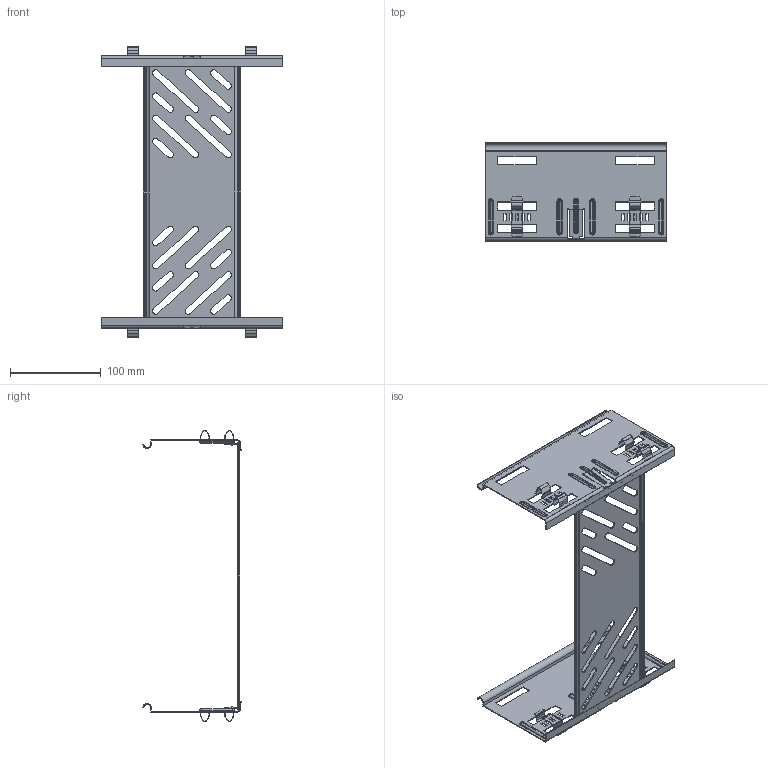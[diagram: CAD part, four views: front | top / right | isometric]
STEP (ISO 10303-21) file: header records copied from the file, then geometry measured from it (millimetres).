
FILE_DESCRIPTION (( 'STEP AP214' ), '1' );
FILE_NAME ('6069140.stp', '2017-04-12T12:17:51', ( '' ), ( '' ), 'SwSTEP 2.0', 'SolidWorks 2016', '' );
FILE_SCHEMA (( 'AUTOMOTIVE_DESIGN' ));
Length unit declared in the file: millimetre
Products named in the file (4): 040601_Standard; 040579_110; 040599_300; 6069140
Assembly tree (7 placements, depth 2):
  6069140
    040599_300
    040579_110  x2
    040601_Standard  x4
Bounding box: 200 x 108.2 x 321 mm (x, y, z)
Volume: 74700.7 mm3; surface area: 160705.2 mm2
Topology: 7 solids, 7 shells, 1075 faces, 2743 edges, 1686 vertices
Faces by surface type: plane 636, cylinder 275, torus 144, bspline 20
Entity records: 16841 total; most frequent: CARTESIAN_POINT 3072, DIRECTION 2915, ORIENTED_EDGE 2806, EDGE_CURVE 1403, AXIS2_PLACEMENT_3D 997, VECTOR 921, LINE 921, VERTEX_POINT 876
